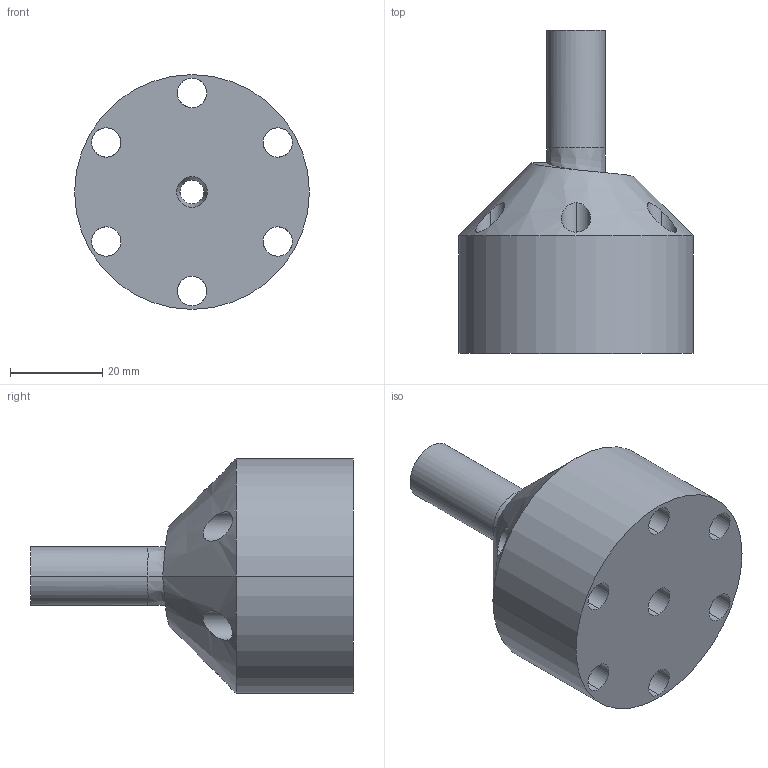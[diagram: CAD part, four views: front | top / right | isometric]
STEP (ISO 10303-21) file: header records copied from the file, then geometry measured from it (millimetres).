
FILE_DESCRIPTION (( 'STEP AP214' ), '1' );
FILE_NAME ('addative igniter 2.STEP', '2023-04-28T03:35:28', ( '' ), ( '' ), 'SwSTEP 2.0', 'SolidWorks 2021', '' );
FILE_SCHEMA (( 'AUTOMOTIVE_DESIGN' ));
Length unit declared in the file: inch
Products named in the file (1): addative igniter 2
Bounding box: 50.8 x 69.85 x 50.8 mm (x, y, z)
Volume: 55637.5 mm3; surface area: 18004.8 mm2
Topology: 1 solids, 1 shells, 131 faces, 350 edges, 219 vertices
Faces by surface type: cylinder 58, plane 23, bspline 20, torus 16, cone 14
Entity records: 6265 total; most frequent: CARTESIAN_POINT 3203, ORIENTED_EDGE 700, DIRECTION 525, EDGE_CURVE 350, VERTEX_POINT 219, AXIS2_PLACEMENT_3D 208, EDGE_LOOP 157, FACE_OUTER_BOUND 131
